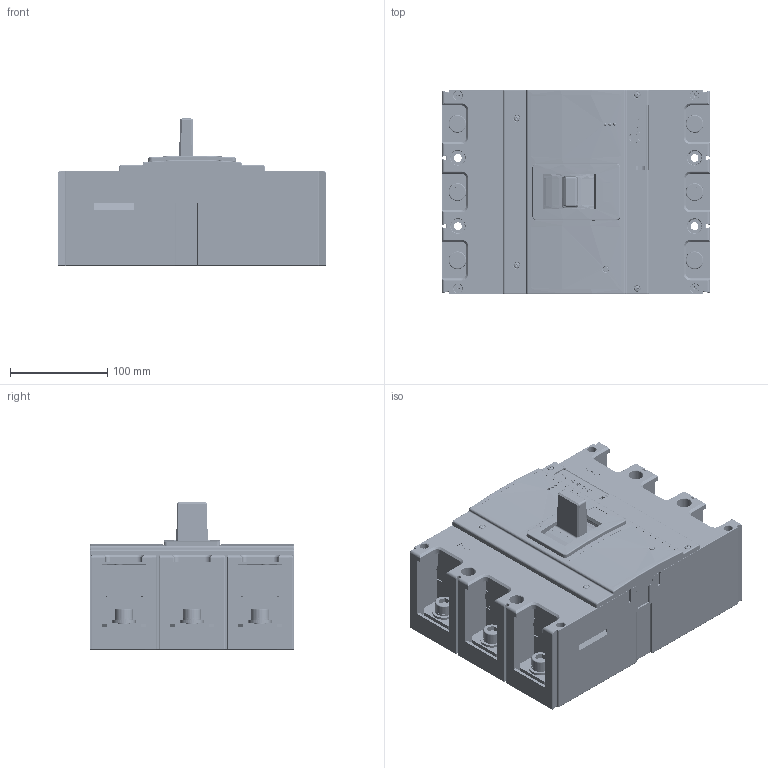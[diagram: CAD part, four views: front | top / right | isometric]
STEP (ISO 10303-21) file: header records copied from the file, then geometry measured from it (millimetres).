
FILE_DESCRIPTION(/* description */ (''),/* implementation_level */ '2;1');
FILE_NAME(/* name */ '1211111.stp',/* time_stamp */ '2024-02-22T12:50:37+08:00',/* author */ (''),/* organization */ (''),/* preprocessor_version */ 'ST-DEVELOPER v11',/* originating_system */ 'SIEMENS UGS NX 6.0',/* authorisation */ '');
FILE_SCHEMA (('CONFIG_CONTROL_DESIGN'));
Products named in the file (1): AdmiAB878qnt
Bounding box: 275.5 x 210 x 151.31 mm (x, y, z)
Volume: 2978247.4 mm3; surface area: 806171 mm2
Topology: 74 solids, 110 shells, 5453 faces, 14770 edges, 9680 vertices
Faces by surface type: plane 3542, cylinder 1307, torus 203, bspline 153, cone 115, extrusion 100, sphere 33
Full cylindrical faces by diameter (mm): 2.659 x4, 2.9 x7, 3 x7, 3.135 x3, 3.15 x4, 3.354 x84, 3.4 x3, 3.5 x9, 4 x10, 4.2 x20, 4.48 x5, 4.6 x8, 4.8 x6, 5 x5, 5.3 x12, 5.5 x23, 5.8 x8, 5.85 x8, 6 x2, 6.2 x1, 6.3 x1, 6.5 x4, 6.6 x1, 7 x55, 7.05 x1, 7.5 x40, 8 x4, 8.4 x6, 8.5 x5, 8.6 x4
Entity records: 287910 total; most frequent: CARTESIAN_POINT 156515, ORIENTED_EDGE 27374, DIRECTION 25882, EDGE_CURVE 13687, VECTOR 9576, LINE 9476, VERTEX_POINT 9255, AXIS2_PLACEMENT_3D 8153
